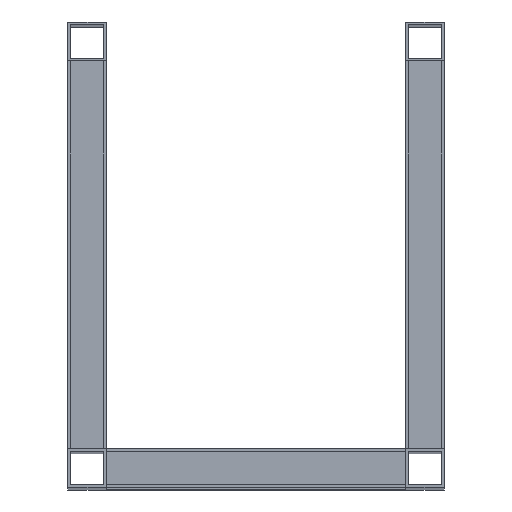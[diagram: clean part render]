
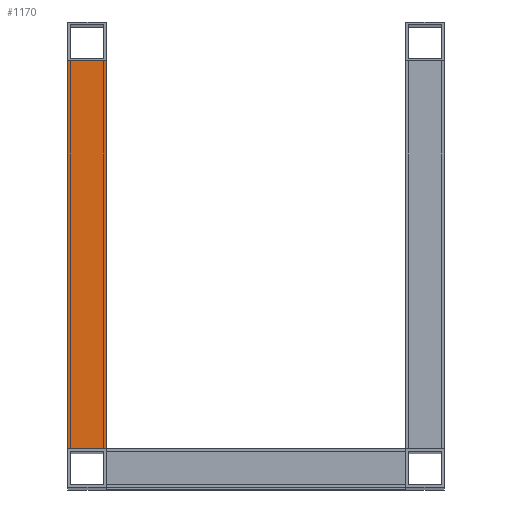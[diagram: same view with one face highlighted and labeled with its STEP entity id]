
A CAD part, top view. The second image highlights one B-rep face of the part: STEP entity #1170.
In plain terms, the highlighted face is planar.
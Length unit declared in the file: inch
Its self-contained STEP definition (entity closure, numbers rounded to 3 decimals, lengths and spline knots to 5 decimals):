
#200=FACE_OUTER_BOUND('',#297,.T.);
#297=EDGE_LOOP('',(#997,#998,#999,#1000));
#392=LINE('',#1959,#512);
#396=LINE('',#1968,#516);
#402=LINE('',#1980,#522);
#403=LINE('',#1981,#523);
#512=VECTOR('',#1633,39.37008);
#516=VECTOR('',#1641,39.37008);
#522=VECTOR('',#1649,39.37008);
#523=VECTOR('',#1650,39.37008);
#625=VERTEX_POINT('',#1952);
#628=VERTEX_POINT('',#1957);
#631=VERTEX_POINT('',#1967);
#636=VERTEX_POINT('',#1979);
#752=EDGE_CURVE('',#628,#625,#392,.T.);
#756=EDGE_CURVE('',#625,#631,#396,.T.);
#762=EDGE_CURVE('',#628,#636,#402,.T.);
#763=EDGE_CURVE('',#636,#631,#403,.T.);
#997=ORIENTED_EDGE('',*,*,#756,.F.);
#998=ORIENTED_EDGE('',*,*,#752,.F.);
#999=ORIENTED_EDGE('',*,*,#762,.T.);
#1000=ORIENTED_EDGE('',*,*,#763,.T.);
#1110=PLANE('',#1394);
#1170=ADVANCED_FACE('',(#200),#1110,.T.);
#1394=AXIS2_PLACEMENT_3D('',#1978,#1647,#1648);
#1633=DIRECTION('',(0.,-1.,0.));
#1641=DIRECTION('',(0.,0.,-1.));
#1647=DIRECTION('center_axis',(-1.,0.,0.));
#1648=DIRECTION('ref_axis',(0.,0.,1.));
#1649=DIRECTION('',(0.,0.,-1.));
#1650=DIRECTION('',(0.,-1.,0.));
#1952=CARTESIAN_POINT('',(2.94965,-17.5,1.75));
#1957=CARTESIAN_POINT('',(2.94965,0.,1.75));
#1959=CARTESIAN_POINT('',(2.94965,-17.5,1.75));
#1967=CARTESIAN_POINT('',(2.94965,-17.5,0.));
#1968=CARTESIAN_POINT('',(2.94965,-17.5,0.875));
#1978=CARTESIAN_POINT('Origin',(2.94965,-17.5,0.875));
#1979=CARTESIAN_POINT('',(2.94965,0.,0.));
#1980=CARTESIAN_POINT('',(2.94965,0.,0.875));
#1981=CARTESIAN_POINT('',(2.94965,-17.5,0.));
